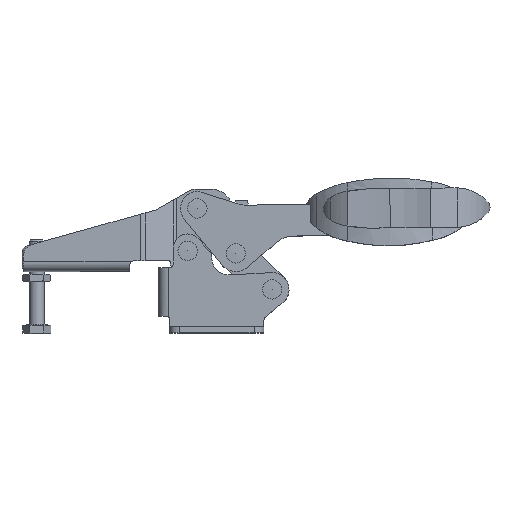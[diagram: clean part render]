
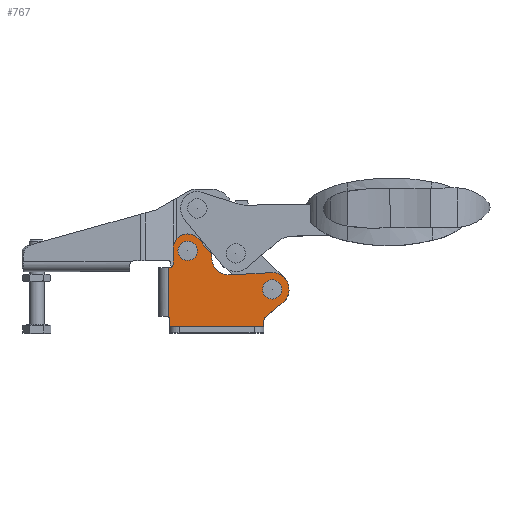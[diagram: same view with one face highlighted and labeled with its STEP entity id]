
A CAD part, top view. The second image highlights one B-rep face of the part: STEP entity #767.
In plain terms, the highlighted planar face has unit normal (0, 0, 1).
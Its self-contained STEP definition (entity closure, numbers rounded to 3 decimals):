
#767 = ADVANCED_FACE( '', ( #1657, #1658, #1659 ), #1660, .T. );
#1657 = FACE_BOUND( '', #2866, .T. );
#1658 = FACE_BOUND( '', #2867, .T. );
#1659 = FACE_OUTER_BOUND( '', #2868, .T. );
#1660 = PLANE( '', #2869 );
#2866 = EDGE_LOOP( '', ( #4297 ) );
#2867 = EDGE_LOOP( '', ( #4298 ) );
#2868 = EDGE_LOOP( '', ( #4299, #4300, #4301, #4302, #4303, #4304, #4305, #4306, #4307, #4308, #4309, #4310, #4311, #4312, #4313, #4314, #4315 ) );
#2869 = AXIS2_PLACEMENT_3D( '', #4316, #4317, #4318 );
#4297 = ORIENTED_EDGE( '', *, *, #7336, .F. );
#4298 = ORIENTED_EDGE( '', *, *, #7447, .F. );
#4299 = ORIENTED_EDGE( '', *, *, #7448, .T. );
#4300 = ORIENTED_EDGE( '', *, *, #7449, .F. );
#4301 = ORIENTED_EDGE( '', *, *, #7450, .T. );
#4302 = ORIENTED_EDGE( '', *, *, #7451, .F. );
#4303 = ORIENTED_EDGE( '', *, *, #7452, .T. );
#4304 = ORIENTED_EDGE( '', *, *, #7313, .F. );
#4305 = ORIENTED_EDGE( '', *, *, #7453, .T. );
#4306 = ORIENTED_EDGE( '', *, *, #7454, .T. );
#4307 = ORIENTED_EDGE( '', *, *, #7455, .T. );
#4308 = ORIENTED_EDGE( '', *, *, #7456, .F. );
#4309 = ORIENTED_EDGE( '', *, *, #7457, .T. );
#4310 = ORIENTED_EDGE( '', *, *, #7458, .T. );
#4311 = ORIENTED_EDGE( '', *, *, #7284, .T. );
#4312 = ORIENTED_EDGE( '', *, *, #7459, .T. );
#4313 = ORIENTED_EDGE( '', *, *, #7460, .T. );
#4314 = ORIENTED_EDGE( '', *, *, #7461, .F. );
#4315 = ORIENTED_EDGE( '', *, *, #7224, .T. );
#4316 = CARTESIAN_POINT( '', ( -1.5, 5.5, 7.05 ) );
#4317 = DIRECTION( '', ( 0., 0., 1. ) );
#4318 = DIRECTION( '', ( 1., 0., 0. ) );
#7224 = EDGE_CURVE( '', #8520, #8518, #8521, .T. );
#7284 = EDGE_CURVE( '', #8629, #8627, #8630, .T. );
#7313 = EDGE_CURVE( '', #8679, #8674, #8681, .T. );
#7336 = EDGE_CURVE( '', #8722, #8722, #8723, .T. );
#7447 = EDGE_CURVE( '', #8917, #8917, #8918, .T. );
#7448 = EDGE_CURVE( '', #8518, #8919, #8920, .T. );
#7449 = EDGE_CURVE( '', #8921, #8919, #8922, .T. );
#7450 = EDGE_CURVE( '', #8921, #8923, #8924, .T. );
#7451 = EDGE_CURVE( '', #8925, #8923, #8926, .T. );
#7452 = EDGE_CURVE( '', #8925, #8674, #8927, .T. );
#7453 = EDGE_CURVE( '', #8679, #8928, #8929, .T. );
#7454 = EDGE_CURVE( '', #8928, #8930, #8931, .T. );
#7455 = EDGE_CURVE( '', #8930, #8932, #8933, .T. );
#7456 = EDGE_CURVE( '', #8934, #8932, #8935, .T. );
#7457 = EDGE_CURVE( '', #8934, #8936, #8937, .T. );
#7458 = EDGE_CURVE( '', #8936, #8629, #8938, .T. );
#7459 = EDGE_CURVE( '', #8627, #8939, #8940, .T. );
#7460 = EDGE_CURVE( '', #8939, #8941, #8942, .T. );
#7461 = EDGE_CURVE( '', #8520, #8941, #8943, .T. );
#8518 = VERTEX_POINT( '', #10433 );
#8520 = VERTEX_POINT( '', #10435 );
#8521 = LINE( '', #10436, #10437 );
#8627 = VERTEX_POINT( '', #10663 );
#8629 = VERTEX_POINT( '', #10666 );
#8630 = LINE( '', #10667, #10668 );
#8674 = VERTEX_POINT( '', #10745 );
#8679 = VERTEX_POINT( '', #10751 );
#8681 = CIRCLE( '', #10754, 2. );
#8722 = VERTEX_POINT( '', #10800 );
#8723 = CIRCLE( '', #10801, 3. );
#8917 = VERTEX_POINT( '', #11138 );
#8918 = CIRCLE( '', #11139, 3. );
#8919 = VERTEX_POINT( '', #11140 );
#8920 = LINE( '', #11141, #11142 );
#8921 = VERTEX_POINT( '', #11143 );
#8922 = CIRCLE( '', #11144, 1.5 );
#8923 = VERTEX_POINT( '', #11145 );
#8924 = LINE( '', #11146, #11147 );
#8925 = VERTEX_POINT( '', #11148 );
#8926 = LINE( '', #11149, #11150 );
#8927 = LINE( '', #11151, #11152 );
#8928 = VERTEX_POINT( '', #11153 );
#8929 = LINE( '', #11154, #11155 );
#8930 = VERTEX_POINT( '', #11156 );
#8931 = CIRCLE( '', #11157, 7. );
#8932 = VERTEX_POINT( '', #11158 );
#8933 = LINE( '', #11159, #11160 );
#8934 = VERTEX_POINT( '', #11161 );
#8935 = CIRCLE( '', #11162, 7. );
#8936 = VERTEX_POINT( '', #11163 );
#8937 = LINE( '', #11164, #11165 );
#8938 = CIRCLE( '', #11166, 3. );
#8939 = VERTEX_POINT( '', #11167 );
#8940 = CIRCLE( '', #11168, 6. );
#8941 = VERTEX_POINT( '', #11169 );
#8942 = LINE( '', #11170, #11171 );
#8943 = CIRCLE( '', #11172, 1.5 );
#10433 = CARTESIAN_POINT( '', ( -0.5, 27., 7.05 ) );
#10435 = CARTESIAN_POINT( '', ( 0., 27., 7.05 ) );
#10436 = CARTESIAN_POINT( '', ( 0., 27., 7.05 ) );
#10437 = VECTOR( '', #13517, 1000. );
#10663 = CARTESIAN_POINT( '', ( 12.028, 38.936, 7.05 ) );
#10666 = CARTESIAN_POINT( '', ( 16.764, 33.488, 7.05 ) );
#10667 = CARTESIAN_POINT( '', ( 16.764, 33.488, 7.05 ) );
#10668 = VECTOR( '', #13572, 1000. );
#10745 = CARTESIAN_POINT( '', ( 39., 4.999, 7.05 ) );
#10751 = CARTESIAN_POINT( '', ( 39.715, 6.532, 7.05 ) );
#10754 = AXIS2_PLACEMENT_3D( '', #13597, #13598, #13599 );
#10800 = CARTESIAN_POINT( '', ( 45.5, 18., 7.05 ) );
#10801 = AXIS2_PLACEMENT_3D( '', #13644, #13645, #13646 );
#11138 = CARTESIAN_POINT( '', ( 10.5, 34., 7.05 ) );
#11139 = AXIS2_PLACEMENT_3D( '', #13779, #13780, #13781 );
#11140 = CARTESIAN_POINT( '', ( -0.5, 6.618, 7.05 ) );
#11141 = CARTESIAN_POINT( '', ( -0.5, 41., 7.05 ) );
#11142 = VECTOR( '', #13782, 1000. );
#11143 = CARTESIAN_POINT( '', ( 0., 5.5, 7.05 ) );
#11144 = AXIS2_PLACEMENT_3D( '', #13783, #13784, #13785 );
#11145 = CARTESIAN_POINT( '', ( 0., 2.5, 7.05 ) );
#11146 = CARTESIAN_POINT( '', ( 0., 5.5, 7.05 ) );
#11147 = VECTOR( '', #13786, 1000. );
#11148 = CARTESIAN_POINT( '', ( 39., 2.5, 7.05 ) );
#11149 = CARTESIAN_POINT( '', ( -1.5, 2.5, 7.05 ) );
#11150 = VECTOR( '', #13787, 1000. );
#11151 = CARTESIAN_POINT( '', ( 39., 0., 7.05 ) );
#11152 = VECTOR( '', #13788, 1000. );
#11153 = CARTESIAN_POINT( '', ( 46.997, 12.635, 7.05 ) );
#11154 = CARTESIAN_POINT( '', ( 39.715, 6.532, 7.05 ) );
#11155 = VECTOR( '', #13789, 1000. );
#11156 = CARTESIAN_POINT( '', ( 42.103, 24.989, 7.05 ) );
#11157 = AXIS2_PLACEMENT_3D( '', #13790, #13791, #13792 );
#11158 = CARTESIAN_POINT( '', ( 24.897, 24.011, 7.05 ) );
#11159 = CARTESIAN_POINT( '', ( 42.103, 24.989, 7.05 ) );
#11160 = VECTOR( '', #13793, 1000. );
#11161 = CARTESIAN_POINT( '', ( 17.5, 31., 7.05 ) );
#11162 = AXIS2_PLACEMENT_3D( '', #13794, #13795, #13796 );
#11163 = CARTESIAN_POINT( '', ( 17.5, 31.52, 7.05 ) );
#11164 = CARTESIAN_POINT( '', ( 17.5, 31., 7.05 ) );
#11165 = VECTOR( '', #13797, 1000. );
#11166 = AXIS2_PLACEMENT_3D( '', #13798, #13799, #13800 );
#11167 = CARTESIAN_POINT( '', ( 1.5, 35., 7.05 ) );
#11168 = AXIS2_PLACEMENT_3D( '', #13801, #13802, #13803 );
#11169 = CARTESIAN_POINT( '', ( 1.5, 28.5, 7.05 ) );
#11170 = CARTESIAN_POINT( '', ( 1.5, 35., 7.05 ) );
#11171 = VECTOR( '', #13804, 1000. );
#11172 = AXIS2_PLACEMENT_3D( '', #13805, #13806, #13807 );
#13517 = DIRECTION( '', ( -1., 0., 0. ) );
#13572 = DIRECTION( '', ( -0.656, 0.755, 0. ) );
#13597 = CARTESIAN_POINT( '', ( 41., 4.999, 7.05 ) );
#13598 = DIRECTION( '', ( 0., 0., 1. ) );
#13599 = DIRECTION( '', ( 1., 0., 0. ) );
#13644 = CARTESIAN_POINT( '', ( 42.5, 18., 7.05 ) );
#13645 = DIRECTION( '', ( 0., 0., 1. ) );
#13646 = DIRECTION( '', ( 1., 0., 0. ) );
#13779 = CARTESIAN_POINT( '', ( 7.5, 34., 7.05 ) );
#13780 = DIRECTION( '', ( 0., 0., 1. ) );
#13781 = DIRECTION( '', ( 1., 0., 0. ) );
#13782 = DIRECTION( '', ( 0., -1., 0. ) );
#13783 = CARTESIAN_POINT( '', ( -1.5, 5.5, 7.05 ) );
#13784 = DIRECTION( '', ( 0., 0., 1. ) );
#13785 = DIRECTION( '', ( 1., 0., 0. ) );
#13786 = DIRECTION( '', ( 0., -1., 0. ) );
#13787 = DIRECTION( '', ( -1., 0., 0. ) );
#13788 = DIRECTION( '', ( 0., 1., 0. ) );
#13789 = DIRECTION( '', ( 0.766, 0.642, 0. ) );
#13790 = CARTESIAN_POINT( '', ( 42.5, 18., 7.05 ) );
#13791 = DIRECTION( '', ( 0., 0., 1. ) );
#13792 = DIRECTION( '', ( 1., 0., 0. ) );
#13793 = DIRECTION( '', ( -0.998, -0.057, 0. ) );
#13794 = CARTESIAN_POINT( '', ( 24.5, 31., 7.05 ) );
#13795 = DIRECTION( '', ( 0., 0., 1. ) );
#13796 = DIRECTION( '', ( 1., 0., 0. ) );
#13797 = DIRECTION( '', ( 0., 1., 0. ) );
#13798 = CARTESIAN_POINT( '', ( 14.5, 31.52, 7.05 ) );
#13799 = DIRECTION( '', ( 0., 0., 1. ) );
#13800 = DIRECTION( '', ( 1., 0., 0. ) );
#13801 = CARTESIAN_POINT( '', ( 7.5, 35., 7.05 ) );
#13802 = DIRECTION( '', ( 0., 0., 1. ) );
#13803 = DIRECTION( '', ( 1., 0., 0. ) );
#13804 = DIRECTION( '', ( 0., -1., 0. ) );
#13805 = CARTESIAN_POINT( '', ( 0., 28.5, 7.05 ) );
#13806 = DIRECTION( '', ( 0., 0., 1. ) );
#13807 = DIRECTION( '', ( 1., 0., 0. ) );
